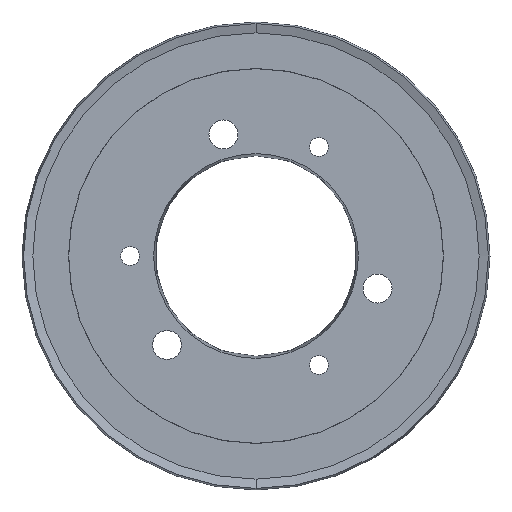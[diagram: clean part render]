
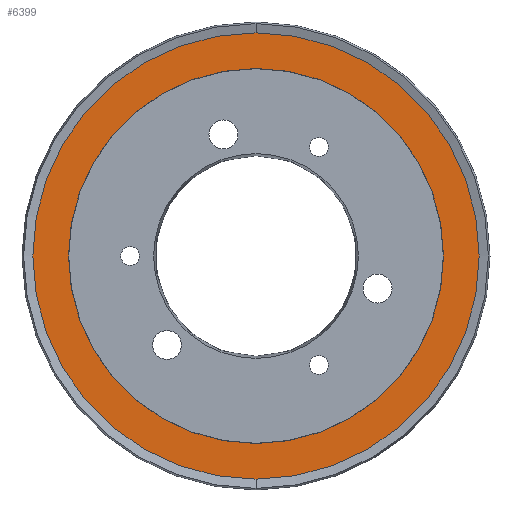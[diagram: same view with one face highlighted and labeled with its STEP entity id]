
A CAD part, left-side view. The second image highlights one B-rep face of the part: STEP entity #6399.
In plain terms, the highlighted planar face has unit normal (-1, 0, 0).
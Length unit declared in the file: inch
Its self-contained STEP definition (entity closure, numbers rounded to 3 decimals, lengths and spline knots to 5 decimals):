
#303 = CARTESIAN_POINT ( 'NONE',  ( 1.29012, 4.79513, 3.75062 ) ) ;
#535 = FACE_BOUND ( 'NONE', #4663, .T. ) ;
#542 = EDGE_LOOP ( 'NONE', ( #6877, #11574 ) ) ;
#584 = DIRECTION ( 'NONE',  ( -1., 0., 0. ) ) ;
#880 = DIRECTION ( 'NONE',  ( -1., 0., 0. ) ) ;
#1160 = CARTESIAN_POINT ( 'NONE',  ( 1.29012, 2.4123, 3.75062 ) ) ;
#1220 = CIRCLE ( 'NONE', #6539, 2.002 ) ;
#1909 = CIRCLE ( 'NONE', #13785, 2.38283 ) ;
#2412 = EDGE_CURVE ( 'NONE', #10967, #9244, #5695, .T. ) ;
#2927 = EDGE_CURVE ( 'NONE', #4554, #10709, #5686, .T. ) ;
#3066 = DIRECTION ( 'NONE',  ( 0., 0., 1. ) ) ;
#3375 = CARTESIAN_POINT ( 'NONE',  ( 1.29012, 2.4123, 3.75062 ) ) ;
#3510 = CARTESIAN_POINT ( 'NONE',  ( 1.29012, 2.4123, 1.36778 ) ) ;
#4452 = DIRECTION ( 'NONE',  ( -1., 0., 0. ) ) ;
#4554 = VERTEX_POINT ( 'NONE', #5072 ) ;
#4663 = EDGE_LOOP ( 'NONE', ( #12896, #13126 ) ) ;
#4743 = FACE_OUTER_BOUND ( 'NONE', #542, .T. ) ;
#5012 = CARTESIAN_POINT ( 'NONE',  ( 1.29012, 2.4123, 1.74862 ) ) ;
#5072 = CARTESIAN_POINT ( 'NONE',  ( 1.29012, 2.4123, 5.75262 ) ) ;
#5531 = DIRECTION ( 'NONE',  ( 0., 0., 1. ) ) ;
#5686 = CIRCLE ( 'NONE', #13417, 2.002 ) ;
#5695 = CIRCLE ( 'NONE', #7001, 2.38283 ) ;
#6093 = CARTESIAN_POINT ( 'NONE',  ( 1.29012, 2.4123, 3.75062 ) ) ;
#6399 = ADVANCED_FACE ( 'NONE', ( #535, #4743 ), #12045, .F. ) ;
#6539 = AXIS2_PLACEMENT_3D ( 'NONE', #1160, #13197, #11933 ) ;
#6877 = ORIENTED_EDGE ( 'NONE', *, *, #10012, .T. ) ;
#7001 = AXIS2_PLACEMENT_3D ( 'NONE', #6093, #584, #8209 ) ;
#7783 = DIRECTION ( 'NONE',  ( 0., 0., -1. ) ) ;
#8209 = DIRECTION ( 'NONE',  ( 0., 0., 1. ) ) ;
#8428 = CARTESIAN_POINT ( 'NONE',  ( 1.29012, 2.4123, 3.75062 ) ) ;
#9244 = VERTEX_POINT ( 'NONE', #10870 ) ;
#9926 = DIRECTION ( 'NONE',  ( 1., 0., 0. ) ) ;
#10012 = EDGE_CURVE ( 'NONE', #9244, #10967, #1909, .T. ) ;
#10709 = VERTEX_POINT ( 'NONE', #5012 ) ;
#10870 = CARTESIAN_POINT ( 'NONE',  ( 1.29012, 2.4123, 6.13345 ) ) ;
#10967 = VERTEX_POINT ( 'NONE', #3510 ) ;
#11322 = AXIS2_PLACEMENT_3D ( 'NONE', #303, #9926, #7783 ) ;
#11574 = ORIENTED_EDGE ( 'NONE', *, *, #2412, .T. ) ;
#11933 = DIRECTION ( 'NONE',  ( 0., 0., 1. ) ) ;
#12045 = PLANE ( 'NONE',  #11322 ) ;
#12896 = ORIENTED_EDGE ( 'NONE', *, *, #2927, .F. ) ;
#13126 = ORIENTED_EDGE ( 'NONE', *, *, #13651, .F. ) ;
#13197 = DIRECTION ( 'NONE',  ( -1., 0., 0. ) ) ;
#13417 = AXIS2_PLACEMENT_3D ( 'NONE', #8428, #880, #3066 ) ;
#13651 = EDGE_CURVE ( 'NONE', #10709, #4554, #1220, .T. ) ;
#13785 = AXIS2_PLACEMENT_3D ( 'NONE', #3375, #4452, #5531 ) ;
